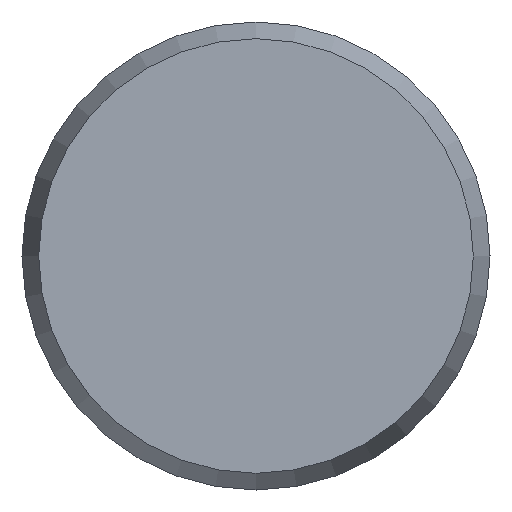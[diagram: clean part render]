
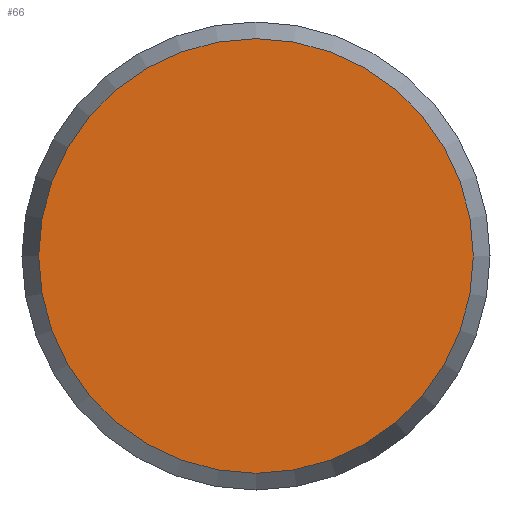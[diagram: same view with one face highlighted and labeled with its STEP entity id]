
A CAD part, left-side view. The second image highlights one B-rep face of the part: STEP entity #66.
In plain terms, the highlighted planar face has unit normal (-1, 0, 0).
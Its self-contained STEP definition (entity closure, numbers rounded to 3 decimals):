
#25=FACE_OUTER_BOUND('',#30,.T.);
#30=EDGE_LOOP('',(#50));
#35=CIRCLE('',#93,19.5);
#39=VERTEX_POINT('',#127);
#43=EDGE_CURVE('',#39,#39,#35,.T.);
#50=ORIENTED_EDGE('',*,*,#43,.F.);
#64=PLANE('',#92);
#66=ADVANCED_FACE('',(#25),#64,.T.);
#92=AXIS2_PLACEMENT_3D('',#126,#105,#106);
#93=AXIS2_PLACEMENT_3D('',#128,#107,#108);
#105=DIRECTION('center_axis',(-1.,0.,0.));
#106=DIRECTION('ref_axis',(0.,0.,1.));
#107=DIRECTION('center_axis',(1.,0.,0.));
#108=DIRECTION('ref_axis',(0.,0.,-1.));
#126=CARTESIAN_POINT('Origin',(-65.5,0.,-19.5));
#127=CARTESIAN_POINT('',(-65.5,0.,19.5));
#128=CARTESIAN_POINT('Origin',(-65.5,0.,0.));
